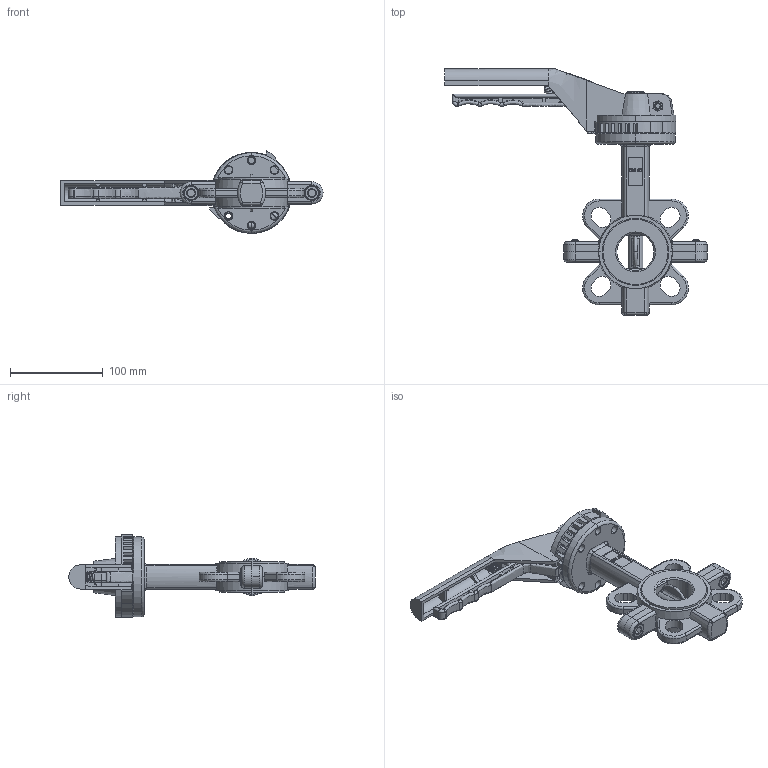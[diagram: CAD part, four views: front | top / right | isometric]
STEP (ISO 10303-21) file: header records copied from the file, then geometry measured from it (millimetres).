
FILE_DESCRIPTION (( 'STEP AP214' ), '1' );
FILE_NAME ('AK130-DN40-PN-10-16-Handhebel-Fergo.STEP', '2022-09-28T07:06:23', ( '' ), ( '' ), 'SwSTEP 2.0', 'SolidWorks 2022', '' );
FILE_SCHEMA (( 'AUTOMOTIVE_DESIGN' ));
Length unit declared in the file: millimetre
Products named in the file (1): AK130-DN40-PN-10-16-Handhebel-Fergo
Bounding box: 282 x 265 x 89.03 mm (x, y, z)
Volume: 551150.6 mm3; surface area: 184588.4 mm2
Topology: 15 solids, 15 shells, 1702 faces, 4432 edges, 2802 vertices
Faces by surface type: plane 657, cylinder 580, bspline 173, torus 137, cone 137, sphere 18
Entity records: 81997 total; most frequent: CARTESIAN_POINT 25652, ORIENTED_EDGE 8816, DIRECTION 7882, EDGE_CURVE 4408, AXIS2_PLACEMENT_3D 2925, VERTEX_POINT 2800, LINE 2032, VECTOR 2032
